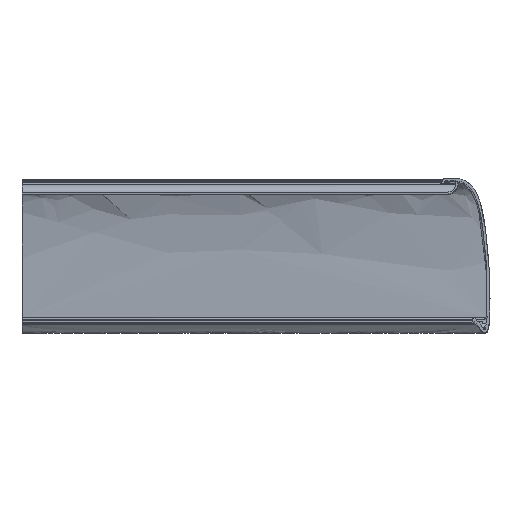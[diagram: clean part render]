
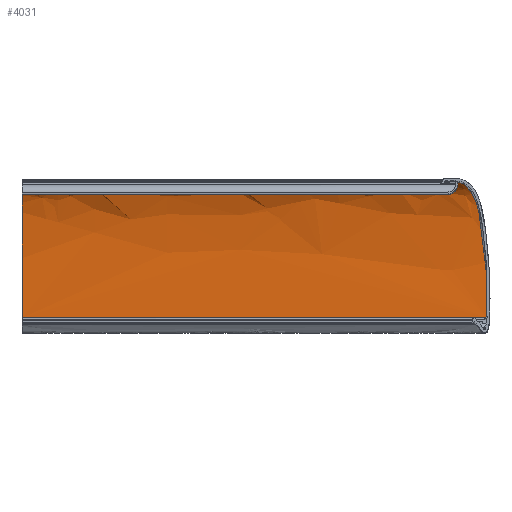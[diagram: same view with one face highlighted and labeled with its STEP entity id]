
A CAD part, top view. The second image highlights one B-rep face of the part: STEP entity #4031.
In plain terms, the highlighted free-form (B-spline) face has degree [3, 1] with [9, 2] control points.
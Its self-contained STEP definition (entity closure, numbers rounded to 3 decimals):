
#80 = CARTESIAN_POINT ( 'NONE',  ( 23.594, -8.321, -89.311 ) ) ;
#87 = VERTEX_POINT ( 'NONE', #1509 ) ;
#92 = CARTESIAN_POINT ( 'NONE',  ( 24.237, -9.462, -88.669 ) ) ;
#95 = CARTESIAN_POINT ( 'NONE',  ( 29.044, -23.036, -83.861 ) ) ;
#118 = CARTESIAN_POINT ( 'NONE',  ( 21.495, -5.143, -91.41 ) ) ;
#251 = CARTESIAN_POINT ( 'NONE',  ( 23.261, -7.767, -89.644 ) ) ;
#270 = CARTESIAN_POINT ( 'NONE',  ( 13.073, 1.69, -99.832 ) ) ;
#301 = CARTESIAN_POINT ( 'NONE',  ( 13.571, 1.502, -99.334 ) ) ;
#334 = CARTESIAN_POINT ( 'NONE',  ( 14.312, 1.166, -98.593 ) ) ;
#339 = CARTESIAN_POINT ( 'NONE',  ( 15.044, 0.787, -97.861 ) ) ;
#357 = CARTESIAN_POINT ( 'NONE',  ( 26.991, -15.606, -85.915 ) ) ;
#365 = CARTESIAN_POINT ( 'NONE',  ( 15.284, 0.65, -97.621 ) ) ;
#391 = CARTESIAN_POINT ( 'NONE',  ( 28.549, -20.965, -84.356 ) ) ;
#427 = CARTESIAN_POINT ( 'NONE',  ( 34.51, -61.44, -73.834 ) ) ;
#428 = CARTESIAN_POINT ( 'NONE',  ( 29.202, -23.731, -83.703 ) ) ;
#447 = CARTESIAN_POINT ( 'NONE',  ( 26.033, -13.049, -86.872 ) ) ;
#524 = CARTESIAN_POINT ( 'NONE',  ( 28.189, -19.605, -84.716 ) ) ;
#642 = CARTESIAN_POINT ( 'NONE',  ( 9.5, 2.3, -499.5 ) ) ;
#653 = CARTESIAN_POINT ( 'NONE',  ( 10.542, 2.3, -102.363 ) ) ;
#682 = CARTESIAN_POINT ( 'NONE',  ( 11.565, 2.145, -101.34 ) ) ;
#704 = CARTESIAN_POINT ( 'NONE',  ( 35.904, -121.15, -499.5 ) ) ;
#748 = CARTESIAN_POINT ( 'NONE',  ( 9.5, 2.3, -103.405 ) ) ;
#766 = CARTESIAN_POINT ( 'NONE',  ( 35.904, -121.15, -499.5 ) ) ;
#771 = DIRECTION ( 'NONE',  ( 0., 0., 1. ) ) ;
#845 = CARTESIAN_POINT ( 'NONE',  ( 32.087, -34.06, -499.5 ) ) ;
#848 = CARTESIAN_POINT ( 'NONE',  ( 19.105, -2.382, -93.8 ) ) ;
#878 = CARTESIAN_POINT ( 'NONE',  ( 18.679, -1.958, -94.226 ) ) ;
#898 = CARTESIAN_POINT ( 'NONE',  ( 15.482, 1.187, -499.5 ) ) ;
#900 = LINE ( 'NONE', #3061, #936 ) ;
#907 = CARTESIAN_POINT ( 'NONE',  ( 19.929, -3.263, -92.976 ) ) ;
#928 = CARTESIAN_POINT ( 'NONE',  ( 16.47, -0.071, -96.435 ) ) ;
#936 = VECTOR ( 'NONE', #1582, 1000. ) ;
#958 = CARTESIAN_POINT ( 'NONE',  ( 29.649, -25.821, -83.256 ) ) ;
#999 = CARTESIAN_POINT ( 'NONE',  ( 35.239, -72.038, -77.666 ) ) ;
#1014 = CARTESIAN_POINT ( 'NONE',  ( 29.504, -25.123, -83.401 ) ) ;
#1039 = VECTOR ( 'NONE', #771, 1000. ) ;
#1056 = LINE ( 'NONE', #1516, #1039 ) ;
#1063 = CARTESIAN_POINT ( 'NONE',  ( 9.5, 2.3, -73.834 ) ) ;
#1087 = CARTESIAN_POINT ( 'NONE',  ( 30.067, -27.918, -82.838 ) ) ;
#1091 = CARTESIAN_POINT ( 'NONE',  ( 11.174, 2.3, -499.5 ) ) ;
#1102 = CARTESIAN_POINT ( 'NONE',  ( 30.327, -29.32, -82.578 ) ) ;
#1114 = CARTESIAN_POINT ( 'NONE',  ( 31.062, -33.536, -81.843 ) ) ;
#1193 = CARTESIAN_POINT ( 'NONE',  ( 32.905, -46.267, -80. ) ) ;
#1260 = CARTESIAN_POINT ( 'NONE',  ( 36.669, -92.512, -499.5 ) ) ;
#1326 = CARTESIAN_POINT ( 'NONE',  ( 35.449, -74.913, -77.457 ) ) ;
#1340 = CARTESIAN_POINT ( 'NONE',  ( 15.482, 1.187, -499.5 ) ) ;
#1428 = CARTESIAN_POINT ( 'NONE',  ( 15.482, 1.187, -73.834 ) ) ;
#1429 = CARTESIAN_POINT ( 'NONE',  ( 24.548, -10.051, -88.358 ) ) ;
#1444 = VERTEX_POINT ( 'NONE', #748 ) ;
#1509 = CARTESIAN_POINT ( 'NONE',  ( 9.5, 2.3, -499.5 ) ) ;
#1516 = CARTESIAN_POINT ( 'NONE',  ( 9.5, 2.3, -642.739 ) ) ;
#1545 = EDGE_CURVE ( 'NONE', #3407, #87, #3067, .T. ) ;
#1548 = CARTESIAN_POINT ( 'NONE',  ( 36.669, -92.512, -73.834 ) ) ;
#1556 = CARTESIAN_POINT ( 'NONE',  ( 35.904, -121.15, -499.5 ) ) ;
#1582 = DIRECTION ( 'NONE',  ( 0., 0., 1. ) ) ;
#1617 = CARTESIAN_POINT ( 'NONE',  ( 35.722, -79.235, -77.183 ) ) ;
#1623 = CARTESIAN_POINT ( 'NONE',  ( 36.351, -109.604, -499.5 ) ) ;
#1628 = CARTESIAN_POINT ( 'NONE',  ( 35.805, -80.677, -77.1 ) ) ;
#1634 = CARTESIAN_POINT ( 'NONE',  ( 35.952, -83.566, -76.953 ) ) ;
#1647 = CARTESIAN_POINT ( 'NONE',  ( 14.558, 1.044, -98.347 ) ) ;
#1657 = CARTESIAN_POINT ( 'NONE',  ( 36.016, -85.013, -76.889 ) ) ;
#1662 = CARTESIAN_POINT ( 'NONE',  ( 36.288, -92.24, -76.617 ) ) ;
#1696 = CARTESIAN_POINT ( 'NONE',  ( 36.359, -98.023, -76.546 ) ) ;
#1826 = CARTESIAN_POINT ( 'NONE',  ( 32.188, -40.586, -80.718 ) ) ;
#1884 = CARTESIAN_POINT ( 'NONE',  ( 34.107, -57.683, -78.798 ) ) ;
#1971 = EDGE_CURVE ( 'NONE', #87, #1444, #1056, .T. ) ;
#2074 = CARTESIAN_POINT ( 'NONE',  ( 36.351, -109.604, -499.5 ) ) ;
#2096 = EDGE_CURVE ( 'NONE', #3407, #2668, #900, .T. ) ;
#2469 = CARTESIAN_POINT ( 'NONE',  ( 11.174, 2.3, -73.834 ) ) ;
#2527 = ORIENTED_EDGE ( 'NONE', *, *, #1545, .F. ) ;
#2563 = EDGE_LOOP ( 'NONE', ( #2963, #3638, #2527, #3119 ) ) ;
#2586 = CARTESIAN_POINT ( 'NONE',  ( 34.51, -61.44, -499.5 ) ) ;
#2610 = CARTESIAN_POINT ( 'NONE',  ( 20.329, -3.721, -92.576 ) ) ;
#2668 = VERTEX_POINT ( 'NONE', #3191 ) ;
#2756 = CARTESIAN_POINT ( 'NONE',  ( 32.087, -34.06, -499.5 ) ) ;
#2899 = CARTESIAN_POINT ( 'NONE',  ( 32.087, -34.06, -73.834 ) ) ;
#2963 = ORIENTED_EDGE ( 'NONE', *, *, #3570, .F. ) ;
#3002 = CARTESIAN_POINT ( 'NONE',  ( 25.683, -8.259, -499.5 ) ) ;
#3061 = CARTESIAN_POINT ( 'NONE',  ( 35.904, -121.15, 0. ) ) ;
#3067 = B_SPLINE_CURVE_WITH_KNOTS ( 'NONE', 3,
 ( #704, #1623, #1260, #3325, #845, #3002, #1340, #4397, #642 ),
 .UNSPECIFIED., .F., .F.,
 ( 4, 1, 1, 1, 1, 1, 4 ),
 ( 0.126, 0.42, 0.488, 0.751, 0.917, 0.97, 1. ),
 .UNSPECIFIED. ) ;
#3119 = ORIENTED_EDGE ( 'NONE', *, *, #2096, .T. ) ;
#3178 = CARTESIAN_POINT ( 'NONE',  ( 30.826, -32.128, -82.08 ) ) ;
#3191 = CARTESIAN_POINT ( 'NONE',  ( 35.904, -121.15, -77.002 ) ) ;
#3325 = CARTESIAN_POINT ( 'NONE',  ( 34.51, -61.44, -499.5 ) ) ;
#3335 = FACE_OUTER_BOUND ( 'NONE', #2563, .T. ) ;
#3407 = VERTEX_POINT ( 'NONE', #766 ) ;
#3414 = CARTESIAN_POINT ( 'NONE',  ( 9.5, 2.3, -103.405 ) ) ;
#3419 = CARTESIAN_POINT ( 'NONE',  ( 17.376, -0.766, -95.53 ) ) ;
#3521 = CARTESIAN_POINT ( 'NONE',  ( 36.351, -109.604, -73.834 ) ) ;
#3559 = CARTESIAN_POINT ( 'NONE',  ( 25.683, -8.259, -73.834 ) ) ;
#3570 = EDGE_CURVE ( 'NONE', #1444, #2668, #3664, .T. ) ;
#3638 = ORIENTED_EDGE ( 'NONE', *, *, #1971, .F. ) ;
#3664 = B_SPLINE_CURVE_WITH_KNOTS ( 'NONE', 3,
 ( #3414, #653, #682, #270, #301, #334, #1647, #339, #365, #928, #3419, #878, #848, #907, #2610, #118, #4036, #251, #80, #92, #1429, #447, #357, #524, #391, #95, #428, #1014, #958, #1087, #1102, #3178, #1114, #1826, #1193, #1884, #4371, #999, #1326, #1617, #1628, #1634, #1657, #1662, #1696, #4023, #4029, #4039 ),
 .UNSPECIFIED., .F., .F.,
 ( 4, 2, 2, 2, 2, 2, 2, 2, 2, 2, 2, 2, 2, 2, 2, 2, 2, 2, 2, 2, 2, 2, 2, 4 ),
 ( 0., 0.004, 0.007, 0.008, 0.009, 0.013, 0.015, 0.017, 0.022, 0.024, 0.026, 0.035, 0.039, 0.041, 0.044, 0.048, 0.052, 0.07, 0.087, 0.096, 0.1, 0.105, 0.122, 0.139 ),
 .UNSPECIFIED. ) ;
#3884 = CARTESIAN_POINT ( 'NONE',  ( 36.669, -92.512, -499.5 ) ) ;
#4023 = CARTESIAN_POINT ( 'NONE',  ( 36.28, -109.586, -76.626 ) ) ;
#4029 = CARTESIAN_POINT ( 'NONE',  ( 36.128, -115.368, -76.778 ) ) ;
#4031 = ADVANCED_FACE ( 'NONE', ( #3335 ), #4045, .T. ) ;
#4036 = CARTESIAN_POINT ( 'NONE',  ( 22.229, -6.154, -90.676 ) ) ;
#4039 = CARTESIAN_POINT ( 'NONE',  ( 35.904, -121.15, -77.002 ) ) ;
#4045 = B_SPLINE_SURFACE_WITH_KNOTS ( 'NONE', 3, 1, ( 
 ( #4103, #1063 ),
 ( #1091, #2469 ),
 ( #898, #1428 ),
 ( #4267, #3559 ),
 ( #2756, #2899 ),
 ( #2586, #427 ),
 ( #3884, #1548 ),
 ( #2074, #3521 ),
 ( #1556, #4340 ) ),
 .UNSPECIFIED., .F., .F., .F.,
 ( 4, 1, 1, 1, 1, 1, 4 ),
 ( 2, 2 ),
 ( 0., 0.03, 0.083, 0.249, 0.512, 0.58, 0.874 ),
 ( 0., 1. ),
 .UNSPECIFIED. ) ;
#4103 = CARTESIAN_POINT ( 'NONE',  ( 9.5, 2.3, -499.5 ) ) ;
#4267 = CARTESIAN_POINT ( 'NONE',  ( 25.683, -8.259, -499.5 ) ) ;
#4340 = CARTESIAN_POINT ( 'NONE',  ( 35.904, -121.15, -73.834 ) ) ;
#4371 = CARTESIAN_POINT ( 'NONE',  ( 34.589, -63.419, -78.316 ) ) ;
#4397 = CARTESIAN_POINT ( 'NONE',  ( 11.174, 2.3, -499.5 ) ) ;
